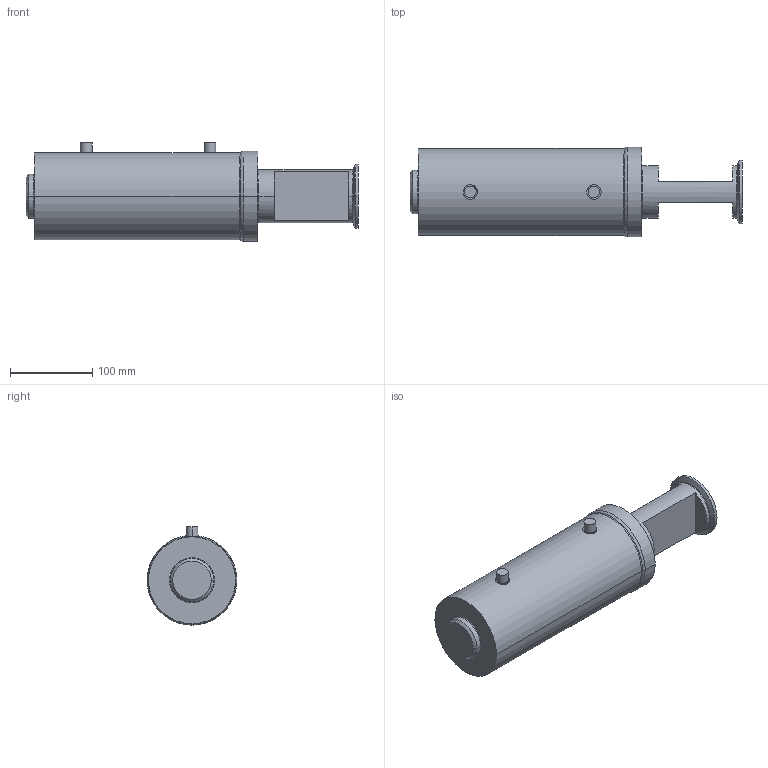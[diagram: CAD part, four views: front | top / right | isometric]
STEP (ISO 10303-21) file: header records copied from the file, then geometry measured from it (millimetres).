
FILE_DESCRIPTION (( 'STEP AP214' ), '1' );
FILE_NAME ('W75CP2 SL-2.STEP', '2018-08-02T21:42:49', ( '' ), ( '' ), 'SwSTEP 2.0', 'SolidWorks 2014', '' );
FILE_SCHEMA (( 'AUTOMOTIVE_DESIGN' ));
Length unit declared in the file: inch
Products named in the file (1): W75CP2 SL-2
Bounding box: 403.3 x 109.12 x 119.41 mm (x, y, z)
Volume: 2664559.7 mm3; surface area: 154304.2 mm2
Topology: 3 solids, 3 shells, 68 faces, 142 edges, 86 vertices
Faces by surface type: cylinder 26, plane 20, torus 14, cone 8
Entity records: 2064 total; most frequent: CARTESIAN_POINT 489, DIRECTION 360, ORIENTED_EDGE 284, AXIS2_PLACEMENT_3D 157, EDGE_CURVE 142, CIRCLE 88, VERTEX_POINT 86, EDGE_LOOP 74
